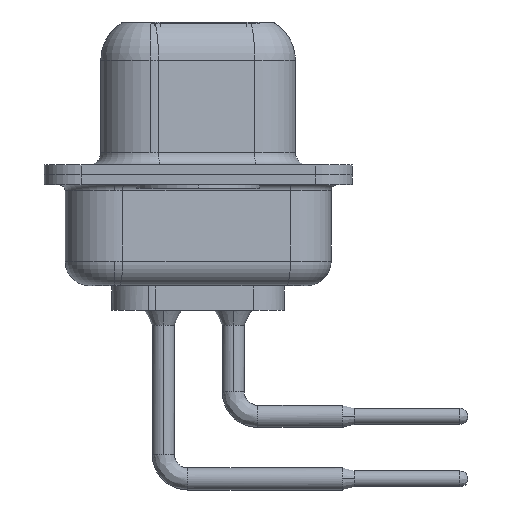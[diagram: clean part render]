
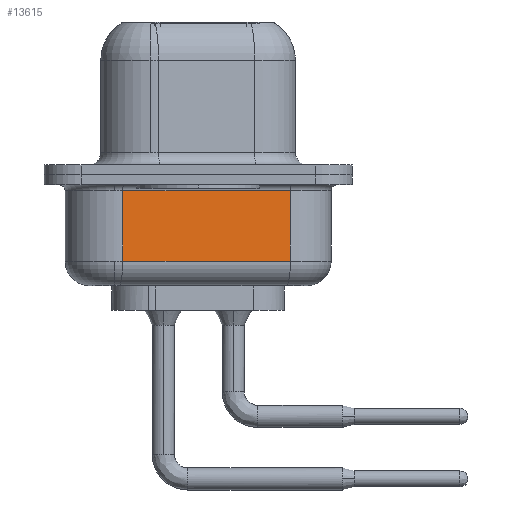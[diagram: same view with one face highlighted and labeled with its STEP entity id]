
A CAD part, left-side view. The second image highlights one B-rep face of the part: STEP entity #13615.
In plain terms, the highlighted planar face has unit normal (-0.985, -0.174, 0).
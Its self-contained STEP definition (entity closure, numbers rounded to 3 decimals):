
#1259 = LINE ( 'NONE', #15174, #13362 ) ;
#1304 = EDGE_CURVE ( 'NONE', #11171, #9923, #1259, .T. ) ;
#1755 = ORIENTED_EDGE ( 'NONE', *, *, #2669, .F. ) ;
#1845 = VECTOR ( 'NONE', #4414, 1000. ) ;
#2171 = AXIS2_PLACEMENT_3D ( 'NONE', #11092, #9897, #2414 ) ;
#2234 = LINE ( 'NONE', #12634, #1845 ) ;
#2414 = DIRECTION ( 'NONE',  ( -0.174, 0.985, 0. ) ) ;
#2669 = EDGE_CURVE ( 'NONE', #14574, #13710, #2234, .T. ) ;
#3871 = CARTESIAN_POINT ( 'NONE',  ( 2.88, 3.053, -0.65 ) ) ;
#4035 = CARTESIAN_POINT ( 'NONE',  ( 2.88, 3.053, -3.5 ) ) ;
#4414 = DIRECTION ( 'NONE',  ( 0., 0., 1. ) ) ;
#4882 = VECTOR ( 'NONE', #12732, 1000. ) ;
#6464 = DIRECTION ( 'NONE',  ( 0., 0., 1. ) ) ;
#7117 = EDGE_CURVE ( 'NONE', #9923, #13710, #12254, .T. ) ;
#7632 = DIRECTION ( 'NONE',  ( -0.174, 0.985, 0. ) ) ;
#8202 = LINE ( 'NONE', #4035, #4882 ) ;
#8476 = ORIENTED_EDGE ( 'NONE', *, *, #1304, .T. ) ;
#8642 = PLANE ( 'NONE',  #2171 ) ;
#8855 = CARTESIAN_POINT ( 'NONE',  ( 2.88, 3.053, -0.65 ) ) ;
#8930 = ORIENTED_EDGE ( 'NONE', *, *, #7117, .T. ) ;
#8953 = VECTOR ( 'NONE', #7632, 1000. ) ;
#9539 = CARTESIAN_POINT ( 'NONE',  ( 4.079, -3.747, -0.65 ) ) ;
#9897 = DIRECTION ( 'NONE',  ( 0.985, 0.174, 0. ) ) ;
#9923 = VERTEX_POINT ( 'NONE', #9539 ) ;
#10774 = CARTESIAN_POINT ( 'NONE',  ( 4.079, -3.747, -3.5 ) ) ;
#11092 = CARTESIAN_POINT ( 'NONE',  ( 2.88, 3.053, -4.5 ) ) ;
#11171 = VERTEX_POINT ( 'NONE', #10774 ) ;
#11333 = FACE_OUTER_BOUND ( 'NONE', #16063, .T. ) ;
#11698 = CARTESIAN_POINT ( 'NONE',  ( 2.88, 3.053, -3.5 ) ) ;
#12254 = LINE ( 'NONE', #3871, #8953 ) ;
#12634 = CARTESIAN_POINT ( 'NONE',  ( 2.88, 3.053, -4.5 ) ) ;
#12732 = DIRECTION ( 'NONE',  ( 0.174, -0.985, 0. ) ) ;
#13362 = VECTOR ( 'NONE', #6464, 1000. ) ;
#13615 = ADVANCED_FACE ( 'NONE', ( #11333 ), #8642, .F. ) ;
#13710 = VERTEX_POINT ( 'NONE', #8855 ) ;
#13822 = ORIENTED_EDGE ( 'NONE', *, *, #14462, .T. ) ;
#14462 = EDGE_CURVE ( 'NONE', #14574, #11171, #8202, .T. ) ;
#14574 = VERTEX_POINT ( 'NONE', #11698 ) ;
#15174 = CARTESIAN_POINT ( 'NONE',  ( 4.079, -3.747, -4.5 ) ) ;
#16063 = EDGE_LOOP ( 'NONE', ( #1755, #13822, #8476, #8930 ) ) ;
